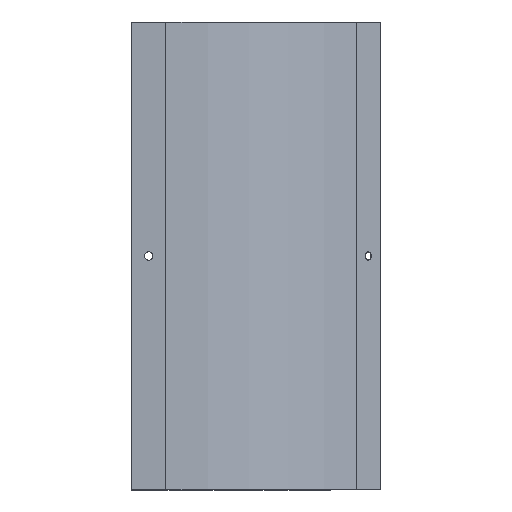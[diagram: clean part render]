
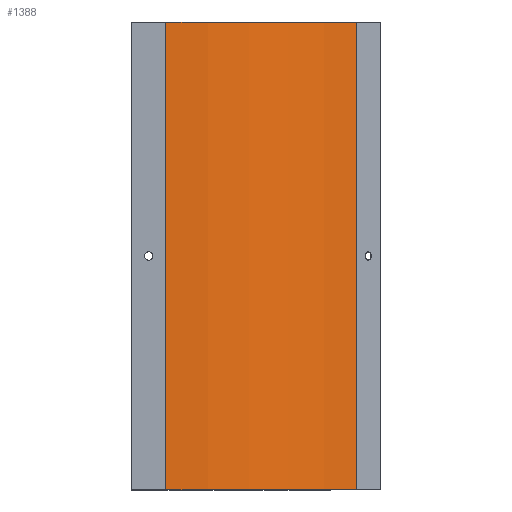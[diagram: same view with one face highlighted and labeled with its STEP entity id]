
A CAD part, front view. The second image highlights one B-rep face of the part: STEP entity #1388.
In plain terms, the highlighted cylindrical face has radius 230 mm (diameter 460 mm), a partial arc.
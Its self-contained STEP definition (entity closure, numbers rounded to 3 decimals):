
#2 = CARTESIAN_POINT ( 'NONE',  ( 29.792, -80., -399.2 ) ) ;
#55 = CARTESIAN_POINT ( 'NONE',  ( 192.426, -12.635, -399.2 ) ) ;
#62 = ORIENTED_EDGE ( 'NONE', *, *, #1318, .F. ) ;
#69 = ORIENTED_EDGE ( 'NONE', *, *, #1437, .T. ) ;
#229 = DIRECTION ( 'NONE',  ( 1., 0., 0. ) ) ;
#231 = DIRECTION ( 'NONE',  ( 0., 0., 1. ) ) ;
#232 = CARTESIAN_POINT ( 'NONE',  ( 29.792, 150., 0.8 ) ) ;
#237 = DIRECTION ( 'NONE',  ( 1., 0., 0. ) ) ;
#238 = DIRECTION ( 'NONE',  ( 0., 0., 1. ) ) ;
#239 = CARTESIAN_POINT ( 'NONE',  ( 29.792, 150., -399.2 ) ) ;
#275 = EDGE_LOOP ( 'NONE', ( #69, #62, #846, #845 ) ) ;
#296 = VERTEX_POINT ( 'NONE', #55 ) ;
#350 = VERTEX_POINT ( 'NONE', #2 ) ;
#352 = VERTEX_POINT ( 'NONE', #1610 ) ;
#383 = VERTEX_POINT ( 'NONE', #1598 ) ;
#488 = LINE ( 'NONE', #1230, #490 ) ;
#490 = VECTOR ( 'NONE', #1231, 1000. ) ;
#569 = AXIS2_PLACEMENT_3D ( 'NONE', #642, #637, #633 ) ;
#572 = AXIS2_PLACEMENT_3D ( 'NONE', #232, #231, #229 ) ;
#576 = AXIS2_PLACEMENT_3D ( 'NONE', #239, #238, #237 ) ;
#633 = DIRECTION ( 'NONE',  ( -1., 0., 0. ) ) ;
#637 = DIRECTION ( 'NONE',  ( 0., 0., -1. ) ) ;
#642 = CARTESIAN_POINT ( 'NONE',  ( 29.792, 150., 0.8 ) ) ;
#845 = ORIENTED_EDGE ( 'NONE', *, *, #1465, .T. ) ;
#846 = ORIENTED_EDGE ( 'NONE', *, *, #1439, .F. ) ;
#926 = LINE ( 'NONE', #1638, #934 ) ;
#934 = VECTOR ( 'NONE', #1629, 1000. ) ;
#1047 = FACE_OUTER_BOUND ( 'NONE', #275, .T. ) ;
#1054 = CYLINDRICAL_SURFACE ( 'NONE', #569, 230. ) ;
#1124 = CIRCLE ( 'NONE', #576, 230. ) ;
#1127 = CIRCLE ( 'NONE', #572, 230. ) ;
#1230 = CARTESIAN_POINT ( 'NONE',  ( 29.792, -80., 0.8 ) ) ;
#1231 = DIRECTION ( 'NONE',  ( 0., 0., -1. ) ) ;
#1318 = EDGE_CURVE ( 'NONE', #383, #296, #926, .T. ) ;
#1388 = ADVANCED_FACE ( 'NONE', ( #1047 ), #1054, .T. ) ;
#1437 = EDGE_CURVE ( 'NONE', #350, #296, #1124, .T. ) ;
#1439 = EDGE_CURVE ( 'NONE', #352, #383, #1127, .T. ) ;
#1465 = EDGE_CURVE ( 'NONE', #352, #350, #488, .T. ) ;
#1598 = CARTESIAN_POINT ( 'NONE',  ( 192.426, -12.635, 0.8 ) ) ;
#1610 = CARTESIAN_POINT ( 'NONE',  ( 29.792, -80., 0.8 ) ) ;
#1629 = DIRECTION ( 'NONE',  ( 0., 0., -1. ) ) ;
#1638 = CARTESIAN_POINT ( 'NONE',  ( 192.426, -12.635, 0.8 ) ) ;
